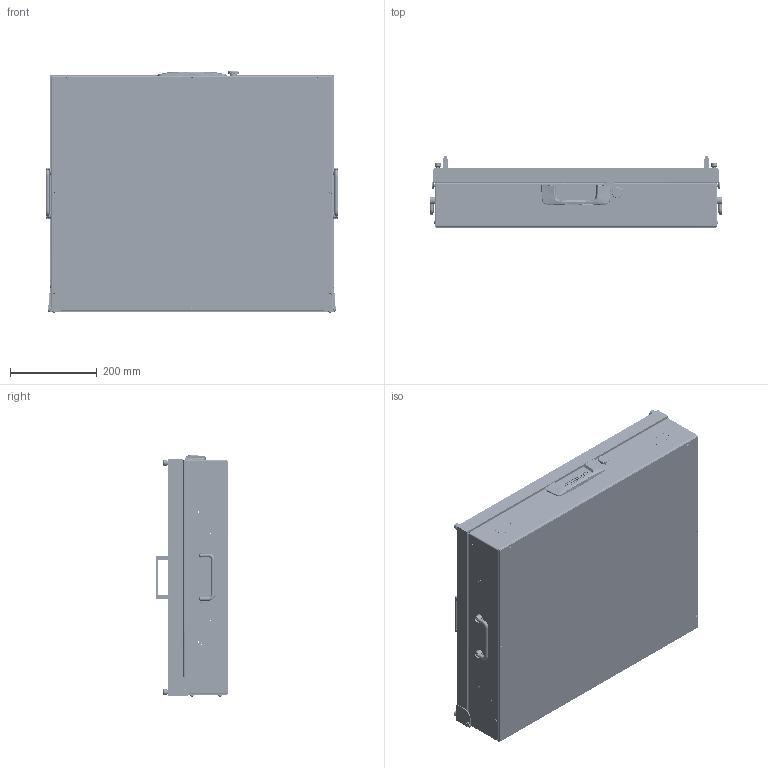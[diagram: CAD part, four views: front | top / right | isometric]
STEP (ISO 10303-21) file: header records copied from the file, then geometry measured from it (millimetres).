
FILE_DESCRIPTION (( 'STEP AP214' ), '1' );
FILE_NAME ('INGUN_114629.STEP', '2025-07-15T14:11:21', ( '' ), ( '' ), 'SwSTEP 2.0', 'SolidWorks 2023', '' );
FILE_SCHEMA (( 'AUTOMOTIVE_DESIGN' ));
Length unit declared in the file: millimetre
Products named in the file (68): 116282~0_S; 49317~0; 113700~4_S; 105791~0; ISO7380~n_M04,0x008; DIN125~n_05,3 M05,0 Fase; 113758~2_S; 114607~0_S; 19420~3; 114196_003~0; 113701~2_S; 116542~2_S; 112025~4_S; INFO_4562~3_Typenschild 1010; 113757~6_KUNDE<S>; 116284~0_S; 32171~1_S; DIN7991~n_M04,0x012; DIN7991~n_M03,0x006; ISO7380~n_M03,0x005; 116128~1_S; 116832~0_S; 2196~7; 2229~6; 114196_002~0; 113759~2_S; 11657~0; DIN985-A2~n_M04,0; 8078~0_flexibel <Standard>; Gewindebuchse~n_M04-07,5 offen; DIN_6799_-_A2~n_d 5; DIN912~n_M04,0x016; 107216_einteilig~2_KUNDE<S>; 115768~1_S; 113713~0_S; 1607~1; DIN7~n_04,0m6x006; ASR~asr_Øi05,2x03xØa10; 114196_004~0_S; 114364~0_S ...
Assembly tree (141 placements, depth 5):
  INGUN_114629
    113700~4_S
      113701~2_S
      32171~1_S
      112992~2_S  x2
      49317~0  x2
      114196~0  x2
        114196_001~0
        114196_002~0
        114196_003~0
        114196_004~0_S
      DIN912~n_M04,0x016
      112024~0_S
      112025~4_S
      DIN125~n_04,3 M04,0
      DIN985-A2~n_M04,0
      112026~0_Mitte<S>
      ISO7380~n_M03,0x005
      114364~0_S
      DIN934~n_M04,0 A2
      116832~0_S
        116542~2_S
        DIN913~n_M03,0x06
        114364~0_S
    113757~6_KUNDE<S>
      115768~1_S
        113758~2_S
        Gewindebuchse~n_M04-07,5 offen  x4
        Gewindebuchse~n_M04-05,0 geschlossen  x7
      113759~2_S
      113760~4_S
      107216~2_KUNDE<S>
        107216_einteilig~2_KUNDE<S>
      105791~0  x4
      ASR~asr_Øi05,2x03xØa10  x12
      112838~2_S  x4
      116128~1_S  x2
      116281~0_S  x2
        116282~0_S
          116283~0_S
          DIN125~n_05,3 M05,0 Fase
          116284~0_S
        49317~0
        ISO7380~n_M04,0x006
      DIN7~n_04,0m6x006  x2
      42751~1_S
      1607~1  x2
      ISO7380~n_M04,0x012  x4
      19420~3
      11657~0
      11655~0
      11683~0
      ISO7380~n_M03,0x006  x8
      DIN985-A2~n_M04,0  x2
      DIN_6799_-_A2~n_d 5  x4
      2196~7  x2
      DIN7991~n_M04,0x012  x2
      2229~6  x2
      5332~0  x2
      INFO_4562~3_Typenschild 1010
Bounding box: 674 x 164.55 x 555.1 mm (x, y, z)
Volume: 7493361.6 mm3; surface area: 3327534 mm2
Topology: 141 solids, 141 shells, 8374 faces, 19775 edges, 12049 vertices
Faces by surface type: plane 3081, cylinder 2394, bspline 2389, cone 352, torus 150, sphere 8
Entity records: 224253 total; most frequent: CARTESIAN_POINT 120090, ORIENTED_EDGE 24002, DIRECTION 15270, EDGE_CURVE 12001, VERTEX_POINT 7108, EDGE_LOOP 5705, AXIS2_PLACEMENT_3D 5668, FACE_OUTER_BOUND 5196
